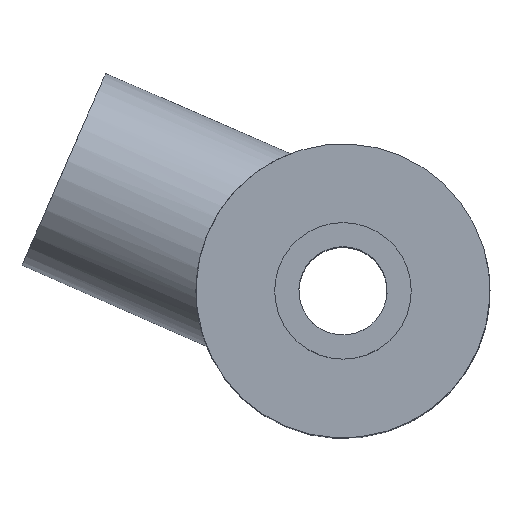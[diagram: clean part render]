
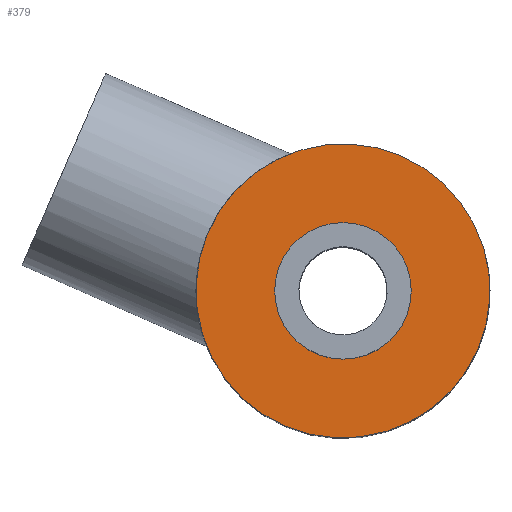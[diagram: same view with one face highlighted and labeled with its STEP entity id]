
A CAD part, top view. The second image highlights one B-rep face of the part: STEP entity #379.
In plain terms, the highlighted planar face has unit normal (0, 0, 1).
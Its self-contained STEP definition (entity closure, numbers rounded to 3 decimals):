
#38=FACE_BOUND('',#103,.T.);
#51=PLANE('',#427);
#72=FACE_OUTER_BOUND('',#102,.T.);
#102=EDGE_LOOP('',(#349));
#103=EDGE_LOOP('',(#350));
#162=CIRCLE('',#402,6.5);
#169=CIRCLE('',#425,14.);
#174=VERTEX_POINT('',#542);
#203=VERTEX_POINT('',#784);
#210=EDGE_CURVE('',#174,#174,#162,.T.);
#252=EDGE_CURVE('',#203,#203,#169,.F.);
#349=ORIENTED_EDGE('',*,*,#252,.F.);
#350=ORIENTED_EDGE('',*,*,#210,.T.);
#379=ADVANCED_FACE('',(#72,#38),#51,.F.);
#402=AXIS2_PLACEMENT_3D('',#544,#449,#450);
#425=AXIS2_PLACEMENT_3D('',#786,#520,#521);
#427=AXIS2_PLACEMENT_3D('',#788,#524,#525);
#449=DIRECTION('center_axis',(0.,0.,
-1.));
#450=DIRECTION('ref_axis',(-1.,0.,0.));
#520=DIRECTION('center_axis',(0.,0.,
1.));
#521=DIRECTION('ref_axis',(0.999,-0.052,0.));
#524=DIRECTION('center_axis',(0.,0.,
-1.));
#525=DIRECTION('ref_axis',(0.999,-0.052,0.));
#542=CARTESIAN_POINT('',(81.79,78.,41.85));
#544=CARTESIAN_POINT('Origin',(75.29,78.,41.85));
#784=CARTESIAN_POINT('',(61.309,78.733,41.85));
#786=CARTESIAN_POINT('Origin',(75.29,78.,41.85));
#788=CARTESIAN_POINT('Origin',(75.29,78.,41.85));
